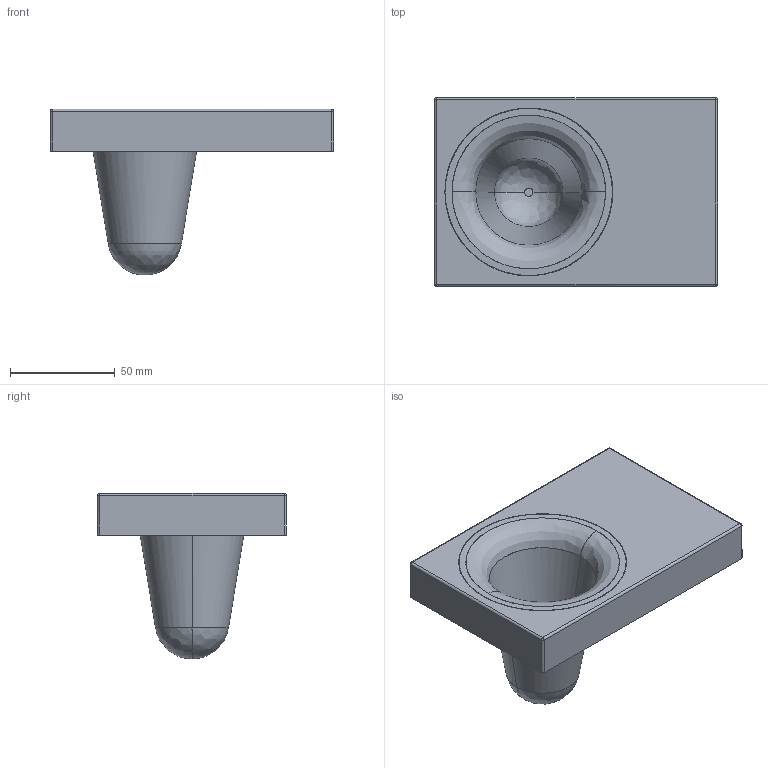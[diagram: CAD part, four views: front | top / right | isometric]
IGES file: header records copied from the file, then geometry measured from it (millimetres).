
Start section:  PTC IGES file: a44994_asm.igs  PTC IGES file: 48008_asm.igs  PTC IGES file: 48008_asm.igs  PTC IGES file: 48004_asm.igs  PTC IGES file: 48005_asm.igs  PTC IGES file: a48017_asm.igs
Global section: file name: 32HB; native system: Rhinoceros ( May 19 2006 ); preprocessor: Trout Lake IGES 012 May 19 2006; date: 120903.082011; units: millimetre
Bounding box: 135 x 90 x 78.89 mm (x, y, z)
Surface area: 70640.4 mm2 (no closed solid volume)
Topology: 0 solids, 0 shells, 110 faces, 1789 edges, 1808 vertices
Faces by surface type: bspline 110
